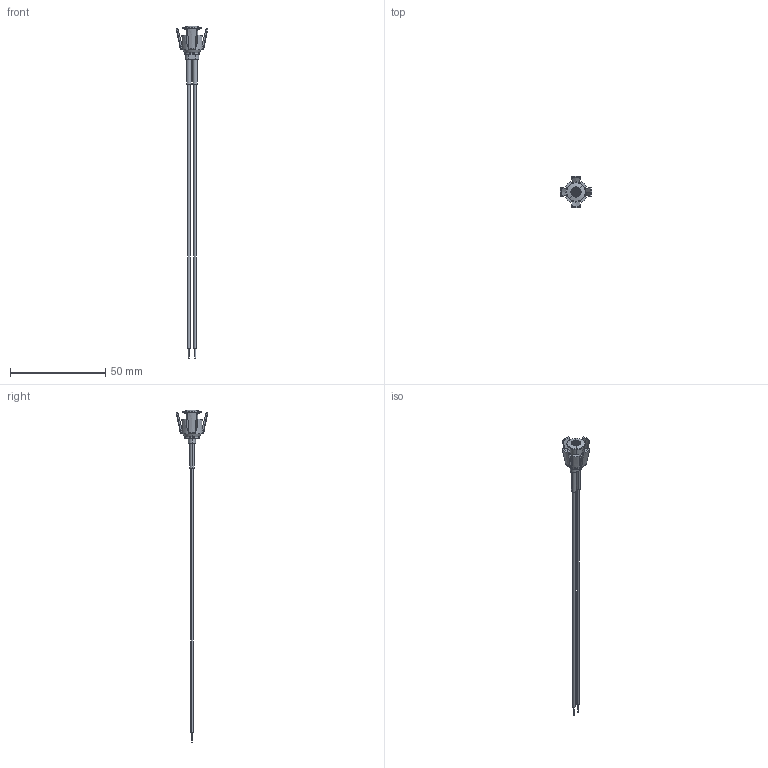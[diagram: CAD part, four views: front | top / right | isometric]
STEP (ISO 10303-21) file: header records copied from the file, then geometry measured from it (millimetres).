
FILE_DESCRIPTION (( 'STEP AP214' ), '1' );
FILE_NAME ('5400AX Series.STEP', '2018-01-29T19:40:33', ( '' ), ( '' ), 'SwSTEP 2.0', 'SolidWorks 2016', '' );
FILE_SCHEMA (( 'AUTOMOTIVE_DESIGN' ));
Length unit declared in the file: inch
Products named in the file (7): VERSAFIT -3-32-0; (WIRE_24AWG) 24_1007_X_IN_6"; (SLIPCE_A9709) MT3721_2mm; M06058-5 - B17216 Rev I - Final; 4745-B7387; 4305H5 Serie 5400; 5400AX Series
Assembly tree (9 placements, depth 2):
  5400AX Series
    4305H5 Serie 5400
    4745-B7387
    M06058-5 - B17216 Rev I - Final
    (SLIPCE_A9709) MT3721_2mm  x2
    (WIRE_24AWG) 24_1007_X_IN_6"  x2
    VERSAFIT -3-32-0  x2
Bounding box: 16.46 x 16.46 x 173.9 mm (x, y, z)
Volume: 1239.7 mm3; surface area: 3621.7 mm2
Topology: 9 solids, 9 shells, 255 faces, 634 edges, 401 vertices
Faces by surface type: plane 82, cylinder 61, cone 60, torus 50, bspline 2
Entity records: 7728 total; most frequent: CARTESIAN_POINT 1873, DIRECTION 1126, ORIENTED_EDGE 1100, EDGE_CURVE 550, AXIS2_PLACEMENT_3D 480, VERTEX_POINT 349, CIRCLE 249, EDGE_LOOP 237
